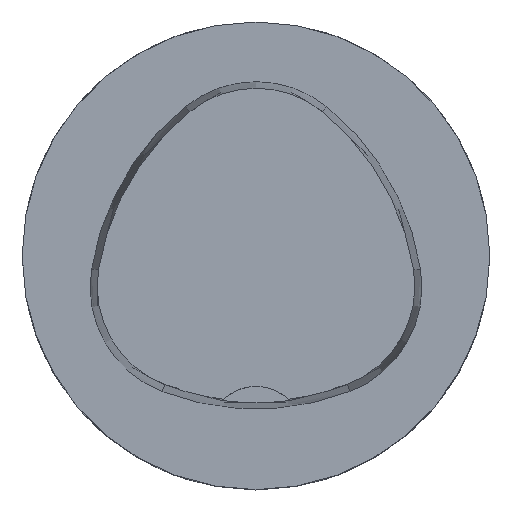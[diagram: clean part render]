
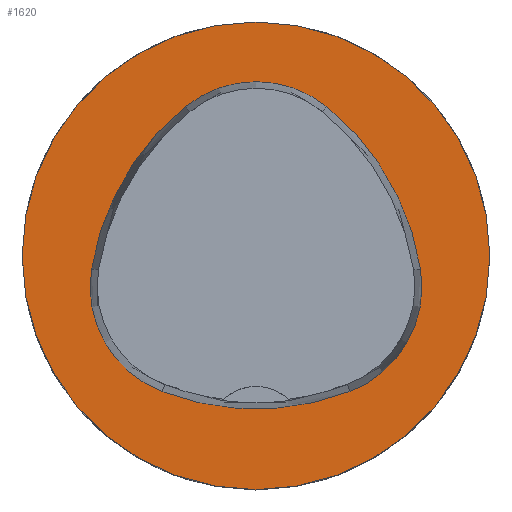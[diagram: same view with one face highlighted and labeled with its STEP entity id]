
A CAD part, top view. The second image highlights one B-rep face of the part: STEP entity #1620.
In plain terms, the highlighted planar face has unit normal (0, 0, 1).
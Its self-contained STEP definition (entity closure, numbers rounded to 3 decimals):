
#1620=ADVANCED_FACE('',(#2179,#2180),#1903,.T.);
#1903=PLANE('',#5777);
#2179=FACE_BOUND('',#2260,.T.);
#2180=FACE_BOUND('',#2261,.T.);
#2260=EDGE_LOOP('',(#2734,#2735,#2736,#2737,#2738,#2739));
#2261=EDGE_LOOP('',(#2740));
#2734=ORIENTED_EDGE('',*,*,#4844,.T.);
#2735=ORIENTED_EDGE('',*,*,#4824,.T.);
#2736=ORIENTED_EDGE('',*,*,#4828,.T.);
#2737=ORIENTED_EDGE('',*,*,#4831,.T.);
#2738=ORIENTED_EDGE('',*,*,#4834,.T.);
#2739=ORIENTED_EDGE('',*,*,#4842,.T.);
#2740=ORIENTED_EDGE('',*,*,#4815,.F.);
#4246=VERTEX_POINT('',#7942);
#4255=VERTEX_POINT('',#7961);
#4256=VERTEX_POINT('',#7962);
#4259=VERTEX_POINT('',#7970);
#4261=VERTEX_POINT('',#7976);
#4263=VERTEX_POINT('',#7982);
#4270=VERTEX_POINT('',#8003);
#4815=EDGE_CURVE('',#4246,#4246,#5568,.T.);
#4824=EDGE_CURVE('',#4255,#4256,#5569,.T.);
#4828=EDGE_CURVE('',#4256,#4259,#5571,.T.);
#4831=EDGE_CURVE('',#4259,#4261,#5573,.T.);
#4834=EDGE_CURVE('',#4261,#4263,#5575,.T.);
#4842=EDGE_CURVE('',#4263,#4270,#5579,.T.);
#4844=EDGE_CURVE('',#4270,#4255,#5581,.T.);
#5568=CIRCLE('',#5749,25.);
#5569=CIRCLE('',#5755,28.);
#5571=CIRCLE('',#5758,12.);
#5573=CIRCLE('',#5761,28.);
#5575=CIRCLE('',#5764,12.);
#5579=CIRCLE('',#5769,28.);
#5581=CIRCLE('',#5772,12.);
#5749=AXIS2_PLACEMENT_3D('',#7941,#6281,#6282);
#5755=AXIS2_PLACEMENT_3D('',#7960,#6297,#6298);
#5758=AXIS2_PLACEMENT_3D('',#7969,#6305,#6306);
#5761=AXIS2_PLACEMENT_3D('',#7975,#6312,#6313);
#5764=AXIS2_PLACEMENT_3D('',#7981,#6319,#6320);
#5769=AXIS2_PLACEMENT_3D('',#8004,#6331,#6332);
#5772=AXIS2_PLACEMENT_3D('',#8007,#6337,#6338);
#5777=AXIS2_PLACEMENT_3D('',#8012,#6347,#6348);
#6281=DIRECTION('',(0.,0.,-1.));
#6282=DIRECTION('',(-1.,0.,0.));
#6297=DIRECTION('',(0.,0.,-1.));
#6298=DIRECTION('',(-1.,0.,0.));
#6305=DIRECTION('',(0.,0.,-1.));
#6306=DIRECTION('',(-1.,0.,0.));
#6312=DIRECTION('',(0.,0.,-1.));
#6313=DIRECTION('',(-1.,0.,0.));
#6319=DIRECTION('',(0.,0.,-1.));
#6320=DIRECTION('',(-1.,0.,0.));
#6331=DIRECTION('',(0.,0.,-1.));
#6332=DIRECTION('',(-1.,0.,0.));
#6337=DIRECTION('',(0.,0.,-1.));
#6338=DIRECTION('',(-1.,0.,0.));
#6347=DIRECTION('',(0.,0.,1.));
#6348=DIRECTION('',(1.,0.,0.));
#7941=CARTESIAN_POINT('',(0.,0.,0.));
#7942=CARTESIAN_POINT('',(-25.,0.,0.));
#7960=CARTESIAN_POINT('',(10.068,-5.824,0.));
#7961=CARTESIAN_POINT('',(-17.584,-1.424,0.));
#7962=CARTESIAN_POINT('',(-7.531,15.953,0.));
#7969=CARTESIAN_POINT('',(0.011,6.62,0.));
#7970=CARTESIAN_POINT('',(7.567,15.942,0.));
#7975=CARTESIAN_POINT('',(-10.063,-5.81,0.));
#7976=CARTESIAN_POINT('',(17.59,-1.418,0.));
#7981=CARTESIAN_POINT('',(5.739,-3.3,0.));
#7982=CARTESIAN_POINT('',(10.05,-14.499,0.));
#8003=CARTESIAN_POINT('',(-10.025,-14.516,0.));
#8004=CARTESIAN_POINT('',(-0.01,11.631,0.));
#8007=CARTESIAN_POINT('',(-5.733,-3.31,0.));
#8012=CARTESIAN_POINT('',(0.,0.,0.));
